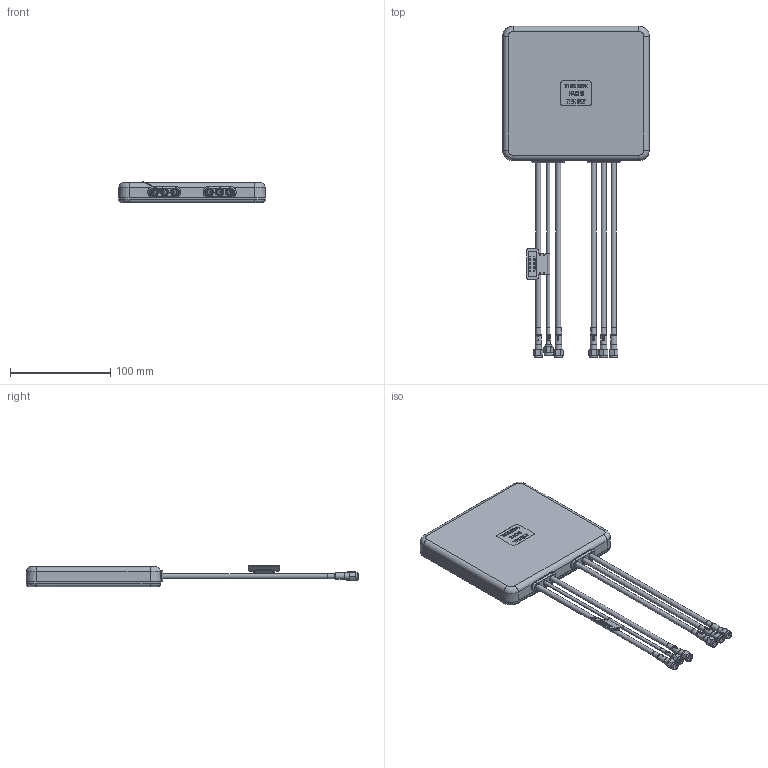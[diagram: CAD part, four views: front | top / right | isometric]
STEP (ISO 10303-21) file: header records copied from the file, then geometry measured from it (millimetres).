
FILE_DESCRIPTION (( 'STEP AP214' ), '1' );
FILE_NAME ('MA931.A.LBICGH.001_Web 4.STEP', '2023-04-27T13:38:55', ( 'LocalAdmin' ), ( '' ), 'SwSTEP 2.0', 'SolidWorks 2018', '' );
FILE_SCHEMA (( 'AUTOMOTIVE_DESIGN' ));
Length unit declared in the file: millimetre
Products named in the file (1): MA931.A.LBICGH.001_Web 4
Bounding box: 146.05 x 330.45 x 21.17 mm (x, y, z)
Surface area: 73284 mm2 (no closed solid volume)
Topology: 0 solids, 83 shells, 384 faces, 1830 edges, 1534 vertices
Faces by surface type: plane 150, cylinder 95, torus 81, cone 35, bspline 23
Full cylindrical faces by diameter (mm): 1 x3, 2.9 x1, 3 x2, 4 x1, 5 x5, 5.2 x5, 6.2 x5, 6.35 x6, 6.6 x6, 7.8 x6
Entity records: 27292 total; most frequent: CARTESIAN_POINT 10220, ORIENTED_EDGE 2240, DIRECTION 2222, EDGE_CURVE 1722, VERTEX_POINT 1511, VECTOR 764, LINE 764, AXIS2_PLACEMENT_3D 729
